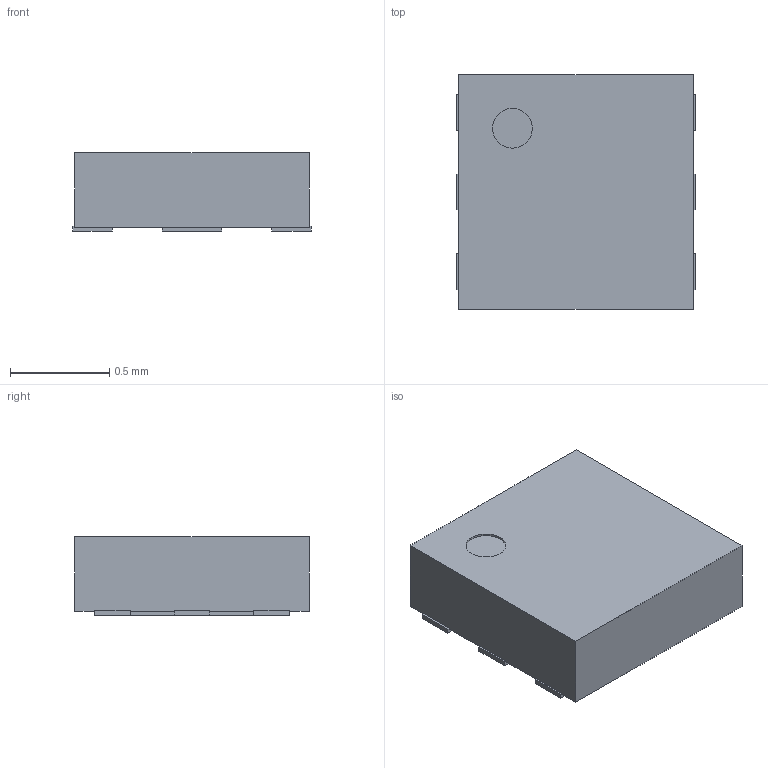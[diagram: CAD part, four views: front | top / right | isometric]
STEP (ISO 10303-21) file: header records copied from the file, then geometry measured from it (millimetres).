
FILE_DESCRIPTION(/* description */ ('model of DFN-6-1EP_1.2x1.2mm_P0.4mm_EP0.3x0.94mm'),/* implementation_level */ '2;1');
FILE_NAME(/* name */ 'DFN-6-1EP_1.2x1.2mm_P0.4mm_EP0.3x0.94mm.step',/* time_stamp */ '2018-07-04T23:53:52',/* author */ ('kicad StepUp','ksu'),/* organization */ ('FreeCAD'),/* preprocessor_version */ 'OCC',/* originating_system */ 'kicad StepUp',/* authorisation */ '');
FILE_SCHEMA(('AUTOMOTIVE_DESIGN_CC2 { 1 2 10303 214 -1 1 5 4 }'));
Length unit declared in the file: millimetre
Products named in the file (1): DFN_6_1EP_12x12mm_P04mm_EP03x094mm
Bounding box: 1.2 x 1.18 x 0.4 mm (x, y, z)
Volume: 0.5 mm3; surface area: 4.7 mm2
Topology: 1 solids, 1 shells, 50 faces, 138 edges, 92 vertices
Faces by surface type: plane 49, cylinder 1
Full cylindrical faces by diameter (mm): 0.2 x1
Entity records: 1864 total; most frequent: PCURVE 264, CARTESIAN_POINT 261, ORIENTED_EDGE 258, LINE 185, EDGE_CURVE 138, SURFACE_CURVE 131, VERTEX_POINT 92, DEFINITIONAL_REPRESENTATION 92
